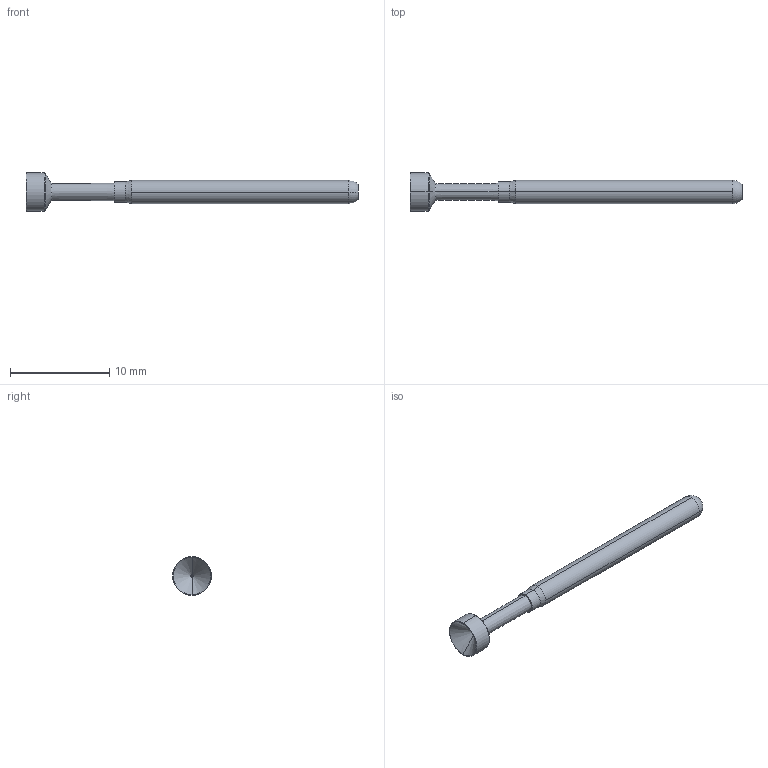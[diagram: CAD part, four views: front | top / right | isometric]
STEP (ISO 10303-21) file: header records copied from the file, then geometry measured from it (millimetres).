
FILE_DESCRIPTION (( 'STEP AP214' ), '1' );
FILE_NAME ('156-2522.STEP', '2022-01-13T16:21:12', ( '' ), ( '' ), 'SwSTEP 2.0', 'SolidWorks 2020', '' );
FILE_SCHEMA (( 'AUTOMOTIVE_DESIGN' ));
Length unit declared in the file: inch
Products named in the file (1): 156-2522
Bounding box: 33.53 x 3.94 x 3.94 mm (x, y, z)
Volume: 139.3 mm3; surface area: 269.7 mm2
Topology: 1 solids, 1 shells, 31 faces, 67 edges, 38 vertices
Faces by surface type: cone 14, cylinder 9, plane 4, torus 2, sphere 2
Entity records: 1227 total; most frequent: DIRECTION 169, CARTESIAN_POINT 133, ORIENTED_EDGE 128, AXIS2_PLACEMENT_3D 73, EDGE_CURVE 64, CIRCLE 41, VERTEX_POINT 37, EDGE_LOOP 33
